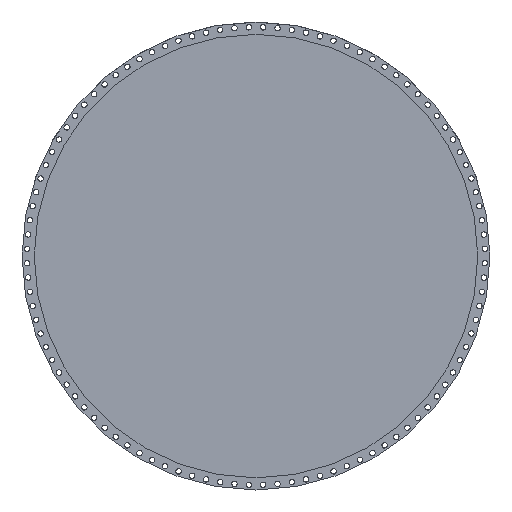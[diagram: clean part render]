
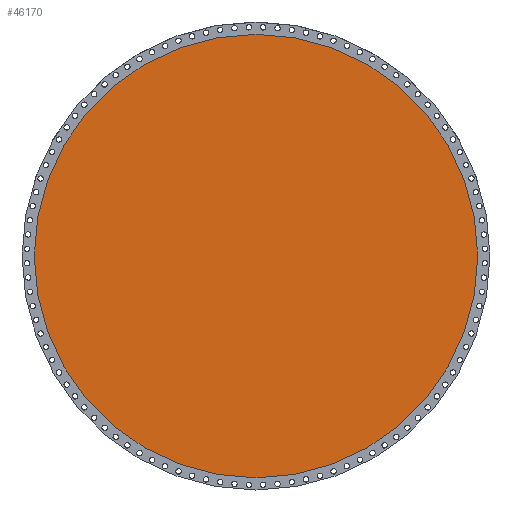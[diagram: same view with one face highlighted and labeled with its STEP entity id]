
A CAD part, left-side view. The second image highlights one B-rep face of the part: STEP entity #46170.
In plain terms, the highlighted face is planar.
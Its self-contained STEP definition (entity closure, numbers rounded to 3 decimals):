
#32700=CARTESIAN_POINT('',(55.,0.,-1663.));
#32710=VERTEX_POINT('',#32700);
#32740=CARTESIAN_POINT('',(55.,0.,0.));
#32750=DIRECTION('',(1.,0.,0.));
#32760=DIRECTION('',(0.,0.,-1.));
#32770=AXIS2_PLACEMENT_3D('',#32740,#32750,#32760);
#32780=CIRCLE('',#32770,1663.);
#32790=CARTESIAN_POINT('',(55.,0.,1663.));
#32800=VERTEX_POINT('',#32790);
#32810=EDGE_CURVE('',#32710,#32800,#32780,.T.);
#46070=CARTESIAN_POINT('',(55.,0.,1663.));
#46080=DIRECTION('',(1.,0.,0.));
#46090=DIRECTION('',(0.,0.,-1.));
#46100=AXIS2_PLACEMENT_3D('',#46070,#46080,#46090);
#46110=PLANE('',#46100);
#46120=EDGE_CURVE('',#32800,#32710,#32780,.T.);
#46130=ORIENTED_EDGE('',*,*,#46120,.T.);
#46140=ORIENTED_EDGE('',*,*,#32810,.T.);
#46150=EDGE_LOOP('',(#46140,#46130));
#46160=FACE_OUTER_BOUND('',#46150,.T.);
#46170=ADVANCED_FACE('',(#46160),#46110,.T.);
